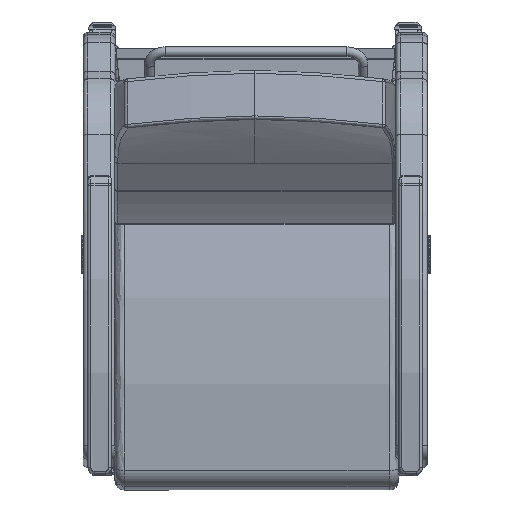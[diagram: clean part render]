
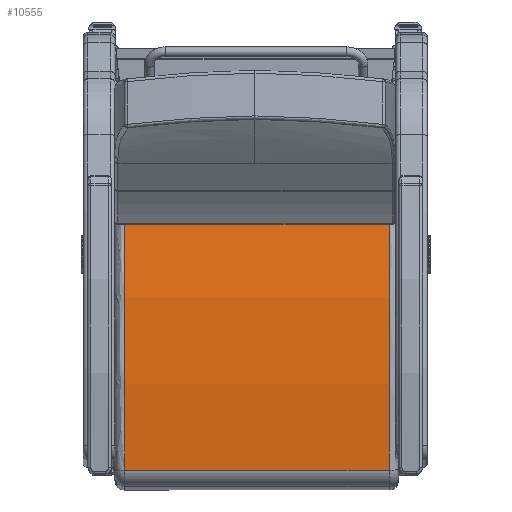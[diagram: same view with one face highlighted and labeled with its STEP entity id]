
A CAD part, front view. The second image highlights one B-rep face of the part: STEP entity #10555.
In plain terms, the highlighted free-form (B-spline) face has degree [1, 2] with [2, 3] control points.
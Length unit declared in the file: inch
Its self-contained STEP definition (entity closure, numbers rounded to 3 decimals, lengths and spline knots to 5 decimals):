
#272=(
BOUNDED_SURFACE()
B_SPLINE_SURFACE(1,2,((#29922,#29923,#29924),(#29925,#29926,#29927)),
 .UNSPECIFIED.,.F.,.F.,.F.)
B_SPLINE_SURFACE_WITH_KNOTS((2,2),(3,3),(-0.17276,0.17276),
(1.36178,1.69928),.UNSPECIFIED.)
GEOMETRIC_REPRESENTATION_ITEM()
RATIONAL_B_SPLINE_SURFACE(((1.,0.986,1.),(1.,0.986,
1.)))
REPRESENTATION_ITEM('')
SURFACE()
);
#648=ELLIPSE('',#11728,60.05357,60.);
#658=ELLIPSE('',#11756,60.05357,60.);
#1210=LINE('',#29920,#1829);
#1211=LINE('',#29929,#1830);
#1829=VECTOR('',#13846,0.3937);
#1830=VECTOR('',#13849,0.3937);
#2513=FACE_OUTER_BOUND('',#3259,.T.);
#3259=EDGE_LOOP('',(#8115,#8116,#8117,#8118));
#4954=VERTEX_POINT('',#29712);
#4955=VERTEX_POINT('',#29713);
#4980=VERTEX_POINT('',#29919);
#4981=VERTEX_POINT('',#29928);
#6087=EDGE_CURVE('',#4954,#4955,#648,.T.);
#6125=EDGE_CURVE('',#4955,#4980,#1210,.T.);
#6127=EDGE_CURVE('',#4954,#4981,#1211,.T.);
#6128=EDGE_CURVE('',#4980,#4981,#658,.T.);
#8115=ORIENTED_EDGE('',*,*,#6087,.F.);
#8116=ORIENTED_EDGE('',*,*,#6127,.T.);
#8117=ORIENTED_EDGE('',*,*,#6128,.F.);
#8118=ORIENTED_EDGE('',*,*,#6125,.F.);
#10555=ADVANCED_FACE('',(#2513),#272,.F.);
#11728=AXIS2_PLACEMENT_3D('',#29714,#13778,#13779);
#11756=AXIS2_PLACEMENT_3D('',#29930,#13850,#13851);
#13778=DIRECTION('center_axis',(0.,0.,-1.));
#13779=DIRECTION('ref_axis',(1.,0.,0.));
#13846=DIRECTION('',(0.,0.,1.));
#13849=DIRECTION('',(0.,0.,1.));
#13850=DIRECTION('center_axis',(0.,0.,1.));
#13851=DIRECTION('ref_axis',(1.,0.,0.));
#29712=CARTESIAN_POINT('',(-10.04459,1.25621,-10.375));
#29713=CARTESIAN_POINT('',(10.1114,0.44486,-10.375));
#29714=CARTESIAN_POINT('Origin',(-2.34979,-58.24922,-10.375));
#29919=CARTESIAN_POINT('',(10.1114,0.44486,10.375));
#29920=CARTESIAN_POINT('',(10.1114,0.44486,0.));
#29922=CARTESIAN_POINT('Ctrl Pts',(10.1114,0.44486,-10.375));
#29923=CARTESIAN_POINT('Ctrl Pts',(0.10258,2.56602,-10.375));
#29924=CARTESIAN_POINT('Ctrl Pts',(-10.04459,1.25621,-10.375));
#29925=CARTESIAN_POINT('Ctrl Pts',(10.1114,0.44486,10.375));
#29926=CARTESIAN_POINT('Ctrl Pts',(0.10258,2.56602,10.375));
#29927=CARTESIAN_POINT('Ctrl Pts',(-10.04459,1.25621,10.375));
#29928=CARTESIAN_POINT('',(-10.04459,1.25621,10.375));
#29929=CARTESIAN_POINT('',(-10.04459,1.25621,0.));
#29930=CARTESIAN_POINT('Origin',(-2.34979,-58.24922,10.375));
